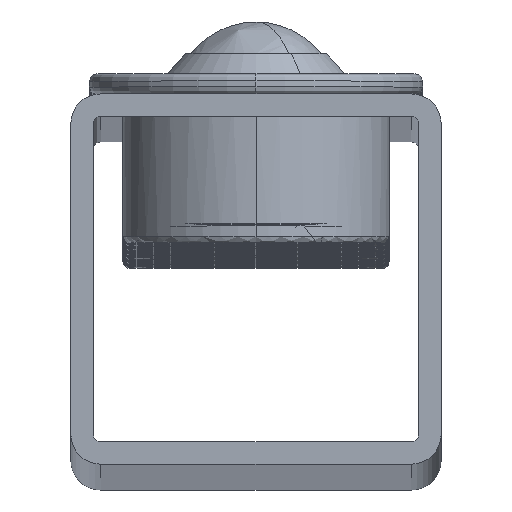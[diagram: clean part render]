
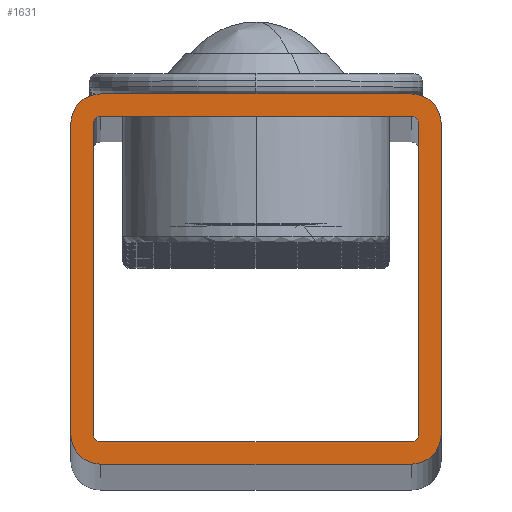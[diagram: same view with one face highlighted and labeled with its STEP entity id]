
A CAD part, top view. The second image highlights one B-rep face of the part: STEP entity #1631.
In plain terms, the highlighted planar face has unit normal (0, 0, 1).
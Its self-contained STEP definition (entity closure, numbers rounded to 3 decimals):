
#63 = CIRCLE ( 'NONE', #2277, 1. ) ;
#86 = AXIS2_PLACEMENT_3D ( 'NONE', #1793, #2104, #936 ) ;
#130 = ORIENTED_EDGE ( 'NONE', *, *, #2542, .T. ) ;
#153 = CARTESIAN_POINT ( 'NONE',  ( -22., -21., 0. ) ) ;
#168 = LINE ( 'NONE', #1284, #1518 ) ;
#178 = DIRECTION ( 'NONE',  ( -1., 0., 0. ) ) ;
#247 = CARTESIAN_POINT ( 'NONE',  ( 25., -21., 0. ) ) ;
#249 = DIRECTION ( 'NONE',  ( 0., 0., 1. ) ) ;
#257 = ORIENTED_EDGE ( 'NONE', *, *, #1746, .F. ) ;
#266 = VECTOR ( 'NONE', #327, 1000. ) ;
#294 = ORIENTED_EDGE ( 'NONE', *, *, #2085, .F. ) ;
#327 = DIRECTION ( 'NONE',  ( -1., 0., 0. ) ) ;
#357 = ORIENTED_EDGE ( 'NONE', *, *, #2924, .T. ) ;
#391 = LINE ( 'NONE', #153, #2825 ) ;
#438 = EDGE_CURVE ( 'NONE', #1943, #2538, #1020, .T. ) ;
#439 = CARTESIAN_POINT ( 'NONE',  ( -21., -25., 0. ) ) ;
#444 = VERTEX_POINT ( 'NONE', #2513 ) ;
#473 = LINE ( 'NONE', #1598, #1645 ) ;
#518 = EDGE_CURVE ( 'NONE', #2433, #962, #1607, .T. ) ;
#526 = ORIENTED_EDGE ( 'NONE', *, *, #1431, .F. ) ;
#532 = CARTESIAN_POINT ( 'NONE',  ( -21., -21., 0. ) ) ;
#537 = CIRCLE ( 'NONE', #1872, 1. ) ;
#557 = DIRECTION ( 'NONE',  ( 0., 0., 1. ) ) ;
#591 = EDGE_LOOP ( 'NONE', ( #130, #782, #1611, #2203, #3083, #357, #874, #2398 ) ) ;
#603 = EDGE_CURVE ( 'NONE', #2538, #1868, #2624, .T. ) ;
#643 = LINE ( 'NONE', #1752, #2126 ) ;
#699 = EDGE_CURVE ( 'NONE', #1638, #3515, #1140, .T. ) ;
#722 = DIRECTION ( 'NONE',  ( 1., 0., 0. ) ) ;
#736 = CARTESIAN_POINT ( 'NONE',  ( -21., -22., 0. ) ) ;
#782 = ORIENTED_EDGE ( 'NONE', *, *, #784, .T. ) ;
#784 = EDGE_CURVE ( 'NONE', #2208, #444, #643, .T. ) ;
#791 = CARTESIAN_POINT ( 'NONE',  ( -21., -22., 0. ) ) ;
#793 = CARTESIAN_POINT ( 'NONE',  ( -22., -21., 0. ) ) ;
#836 = DIRECTION ( 'NONE',  ( 0., 0., 1. ) ) ;
#874 = ORIENTED_EDGE ( 'NONE', *, *, #438, .T. ) ;
#884 = VERTEX_POINT ( 'NONE', #1864 ) ;
#905 = VECTOR ( 'NONE', #2325, 1000. ) ;
#936 = DIRECTION ( 'NONE',  ( 1., 0., 0. ) ) ;
#962 = VERTEX_POINT ( 'NONE', #791 ) ;
#966 = EDGE_CURVE ( 'NONE', #444, #2255, #2479, .T. ) ;
#1004 = DIRECTION ( 'NONE',  ( 0., 1., 0. ) ) ;
#1020 = CIRCLE ( 'NONE', #3350, 4. ) ;
#1047 = AXIS2_PLACEMENT_3D ( 'NONE', #3102, #2281, #3396 ) ;
#1053 = VERTEX_POINT ( 'NONE', #1222 ) ;
#1083 = EDGE_CURVE ( 'NONE', #2000, #2433, #391, .T. ) ;
#1140 = CIRCLE ( 'NONE', #86, 4. ) ;
#1222 = CARTESIAN_POINT ( 'NONE',  ( -21., 22., 0. ) ) ;
#1241 = AXIS2_PLACEMENT_3D ( 'NONE', #1650, #557, #3066 ) ;
#1252 = CARTESIAN_POINT ( 'NONE',  ( -21., 21., 0. ) ) ;
#1284 = CARTESIAN_POINT ( 'NONE',  ( 22., -21., 0. ) ) ;
#1288 = FACE_OUTER_BOUND ( 'NONE', #591, .T. ) ;
#1308 = DIRECTION ( 'NONE',  ( 0., -1., 0. ) ) ;
#1311 = ORIENTED_EDGE ( 'NONE', *, *, #1586, .F. ) ;
#1431 = EDGE_CURVE ( 'NONE', #3378, #1053, #1455, .T. ) ;
#1455 = LINE ( 'NONE', #1496, #266 ) ;
#1496 = CARTESIAN_POINT ( 'NONE',  ( -21., 22., 0. ) ) ;
#1518 = VECTOR ( 'NONE', #1004, 1000. ) ;
#1586 = EDGE_CURVE ( 'NONE', #884, #2275, #2319, .T. ) ;
#1598 = CARTESIAN_POINT ( 'NONE',  ( -21., -25., 0. ) ) ;
#1607 = CIRCLE ( 'NONE', #3526, 1. ) ;
#1609 = EDGE_CURVE ( 'NONE', #962, #884, #3233, .T. ) ;
#1611 = ORIENTED_EDGE ( 'NONE', *, *, #966, .T. ) ;
#1631 = ADVANCED_FACE ( 'NONE', ( #2920, #1288 ), #2416, .F. ) ;
#1638 = VERTEX_POINT ( 'NONE', #2103 ) ;
#1645 = VECTOR ( 'NONE', #722, 1000. ) ;
#1650 = CARTESIAN_POINT ( 'NONE',  ( -21., 21., 0. ) ) ;
#1691 = ORIENTED_EDGE ( 'NONE', *, *, #518, .F. ) ;
#1702 = CIRCLE ( 'NONE', #1241, 4. ) ;
#1746 = EDGE_CURVE ( 'NONE', #1053, #2000, #537, .T. ) ;
#1752 = CARTESIAN_POINT ( 'NONE',  ( -25., -21., 0. ) ) ;
#1775 = EDGE_LOOP ( 'NONE', ( #2480, #257, #526, #2967, #294, #1311, #3320, #1691 ) ) ;
#1793 = CARTESIAN_POINT ( 'NONE',  ( 21., -21., 0. ) ) ;
#1864 = CARTESIAN_POINT ( 'NONE',  ( 21., -22., 0. ) ) ;
#1867 = DIRECTION ( 'NONE',  ( 0., 0., 1. ) ) ;
#1868 = VERTEX_POINT ( 'NONE', #1983 ) ;
#1872 = AXIS2_PLACEMENT_3D ( 'NONE', #2519, #249, #1917 ) ;
#1901 = DIRECTION ( 'NONE',  ( 0., 0., 1. ) ) ;
#1917 = DIRECTION ( 'NONE',  ( -1., 0., 0. ) ) ;
#1943 = VERTEX_POINT ( 'NONE', #2063 ) ;
#1983 = CARTESIAN_POINT ( 'NONE',  ( -21., 25., 0. ) ) ;
#1993 = VECTOR ( 'NONE', #2780, 1000. ) ;
#2000 = VERTEX_POINT ( 'NONE', #2896 ) ;
#2063 = CARTESIAN_POINT ( 'NONE',  ( 25., 21., 0. ) ) ;
#2085 = EDGE_CURVE ( 'NONE', #2275, #3039, #168, .T. ) ;
#2103 = CARTESIAN_POINT ( 'NONE',  ( 21., -25., 0. ) ) ;
#2104 = DIRECTION ( 'NONE',  ( 0., 0., 1. ) ) ;
#2122 = DIRECTION ( 'NONE',  ( 1., 0., 0. ) ) ;
#2123 = CARTESIAN_POINT ( 'NONE',  ( -21., -21., 0. ) ) ;
#2126 = VECTOR ( 'NONE', #1308, 1000. ) ;
#2175 = EDGE_CURVE ( 'NONE', #2255, #1638, #473, .T. ) ;
#2203 = ORIENTED_EDGE ( 'NONE', *, *, #2175, .T. ) ;
#2208 = VERTEX_POINT ( 'NONE', #3477 ) ;
#2209 = LINE ( 'NONE', #247, #1993 ) ;
#2229 = EDGE_CURVE ( 'NONE', #3039, #3378, #63, .T. ) ;
#2255 = VERTEX_POINT ( 'NONE', #439 ) ;
#2268 = CARTESIAN_POINT ( 'NONE',  ( 21., 21., 0. ) ) ;
#2275 = VERTEX_POINT ( 'NONE', #2755 ) ;
#2277 = AXIS2_PLACEMENT_3D ( 'NONE', #3255, #1867, #178 ) ;
#2281 = DIRECTION ( 'NONE',  ( 0., 0., 1. ) ) ;
#2319 = CIRCLE ( 'NONE', #1047, 1. ) ;
#2325 = DIRECTION ( 'NONE',  ( -1., 0., 0. ) ) ;
#2347 = CARTESIAN_POINT ( 'NONE',  ( -21., 25., 0. ) ) ;
#2398 = ORIENTED_EDGE ( 'NONE', *, *, #603, .T. ) ;
#2416 = PLANE ( 'NONE',  #3552 ) ;
#2433 = VERTEX_POINT ( 'NONE', #793 ) ;
#2472 = DIRECTION ( 'NONE',  ( -1., 0., 0. ) ) ;
#2479 = CIRCLE ( 'NONE', #3230, 4. ) ;
#2480 = ORIENTED_EDGE ( 'NONE', *, *, #1083, .F. ) ;
#2486 = DIRECTION ( 'NONE',  ( 0., 0., 1. ) ) ;
#2513 = CARTESIAN_POINT ( 'NONE',  ( -25., -21., 0. ) ) ;
#2519 = CARTESIAN_POINT ( 'NONE',  ( -21., 21., 0. ) ) ;
#2538 = VERTEX_POINT ( 'NONE', #3342 ) ;
#2542 = EDGE_CURVE ( 'NONE', #1868, #2208, #1702, .T. ) ;
#2544 = CARTESIAN_POINT ( 'NONE',  ( 21., 22., 0. ) ) ;
#2624 = LINE ( 'NONE', #2347, #905 ) ;
#2696 = CARTESIAN_POINT ( 'NONE',  ( 25., -21., 0. ) ) ;
#2714 = DIRECTION ( 'NONE',  ( 0., 0., -1. ) ) ;
#2755 = CARTESIAN_POINT ( 'NONE',  ( 22., -21., 0. ) ) ;
#2760 = DIRECTION ( 'NONE',  ( -1., 0., 0. ) ) ;
#2780 = DIRECTION ( 'NONE',  ( 0., 1., 0. ) ) ;
#2792 = VECTOR ( 'NONE', #2122, 1000. ) ;
#2825 = VECTOR ( 'NONE', #3471, 1000. ) ;
#2843 = CARTESIAN_POINT ( 'NONE',  ( 22., 21., 0. ) ) ;
#2896 = CARTESIAN_POINT ( 'NONE',  ( -22., 21., 0. ) ) ;
#2920 = FACE_BOUND ( 'NONE', #1775, .T. ) ;
#2924 = EDGE_CURVE ( 'NONE', #3515, #1943, #2209, .T. ) ;
#2967 = ORIENTED_EDGE ( 'NONE', *, *, #2229, .F. ) ;
#3039 = VERTEX_POINT ( 'NONE', #2843 ) ;
#3066 = DIRECTION ( 'NONE',  ( -1., 0., 0. ) ) ;
#3083 = ORIENTED_EDGE ( 'NONE', *, *, #699, .T. ) ;
#3102 = CARTESIAN_POINT ( 'NONE',  ( 21., -21., 0. ) ) ;
#3230 = AXIS2_PLACEMENT_3D ( 'NONE', #2123, #1901, #2472 ) ;
#3233 = LINE ( 'NONE', #736, #2792 ) ;
#3255 = CARTESIAN_POINT ( 'NONE',  ( 21., 21., 0. ) ) ;
#3320 = ORIENTED_EDGE ( 'NONE', *, *, #1609, .F. ) ;
#3335 = DIRECTION ( 'NONE',  ( -1., 0., 0. ) ) ;
#3342 = CARTESIAN_POINT ( 'NONE',  ( 21., 25., 0. ) ) ;
#3350 = AXIS2_PLACEMENT_3D ( 'NONE', #2268, #2486, #3335 ) ;
#3378 = VERTEX_POINT ( 'NONE', #2544 ) ;
#3396 = DIRECTION ( 'NONE',  ( 1., 0., 0. ) ) ;
#3471 = DIRECTION ( 'NONE',  ( 0., -1., 0. ) ) ;
#3477 = CARTESIAN_POINT ( 'NONE',  ( -25., 21., 0. ) ) ;
#3515 = VERTEX_POINT ( 'NONE', #2696 ) ;
#3526 = AXIS2_PLACEMENT_3D ( 'NONE', #532, #836, #2760 ) ;
#3542 = DIRECTION ( 'NONE',  ( -1., 0., 0. ) ) ;
#3552 = AXIS2_PLACEMENT_3D ( 'NONE', #1252, #2714, #3542 ) ;
